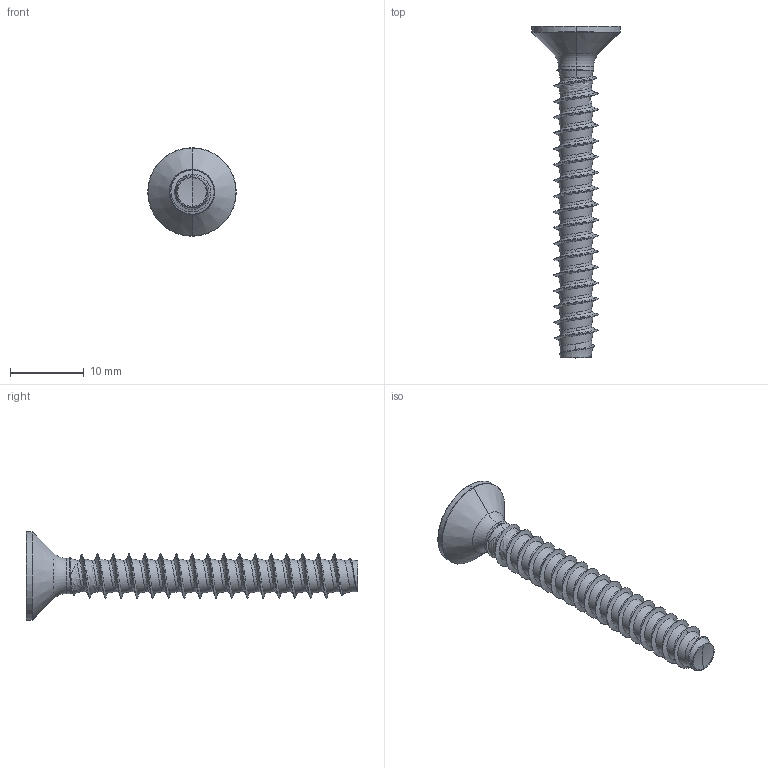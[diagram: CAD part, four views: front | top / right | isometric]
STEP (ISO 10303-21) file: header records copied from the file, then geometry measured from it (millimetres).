
FILE_DESCRIPTION (( 'STEP AP203' ), '1' );
FILE_NAME ('STP330600450.STEP', '2017-08-15T16:51:29', ( '' ), ( '' ), 'SwSTEP 2.0', 'SolidWorks 2015', '' );
FILE_SCHEMA (( 'CONFIG_CONTROL_DESIGN' ));
Length unit declared in the file: millimetre
Products named in the file (1): STP330600450
Bounding box: 12 x 45 x 12 mm (x, y, z)
Volume: 963.4 mm3; surface area: 1230.1 mm2
Topology: 1 solids, 1 shells, 198 faces, 463 edges, 267 vertices
Faces by surface type: cylinder 82, bspline 51, sphere 26, plane 22, cone 11, torus 6
Entity records: 37037 total; most frequent: CARTESIAN_POINT 33004, ORIENTED_EDGE 922, DIRECTION 713, EDGE_CURVE 461, AXIS2_PLACEMENT_3D 288, VERTEX_POINT 267, EDGE_LOOP 200, ADVANCED_FACE 198
